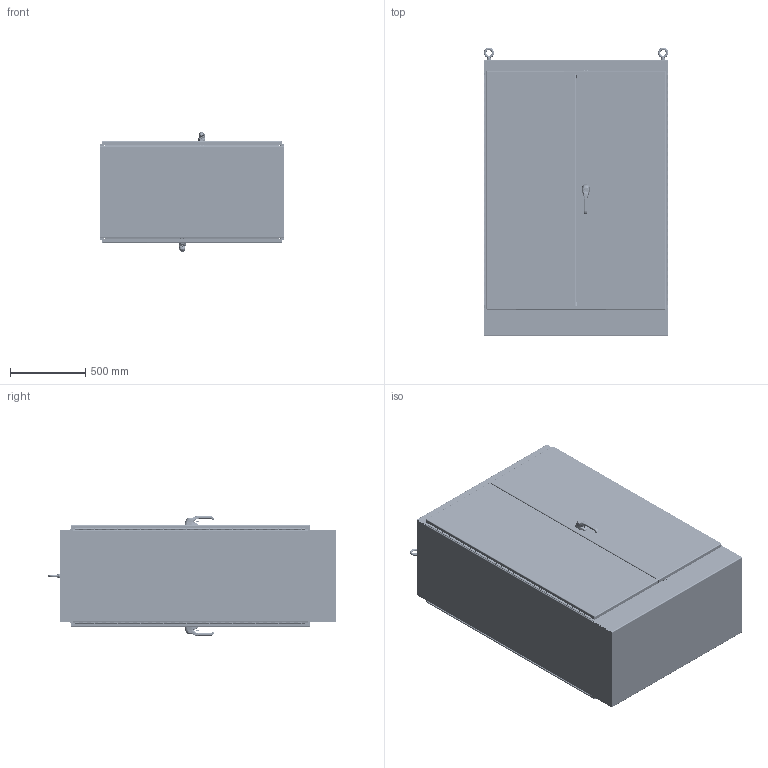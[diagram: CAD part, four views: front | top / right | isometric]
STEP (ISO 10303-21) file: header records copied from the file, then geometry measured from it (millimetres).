
FILE_DESCRIPTION(/* description */ ('ENCL., NEMA 12, DUAL ACCESS, 2D, FS, CS, 72X48X24'),/* implementation_level */ '2;1');
FILE_NAME(/* name */ 'WA724824FSDAD.stp',/* time_stamp */ '2020-12-03T08:50:43-06:00',/* author */ ('KA'),/* organization */ (''),/* preprocessor_version */ 'ST-DEVELOPER v18.1',/* originating_system */ 'Autodesk Inventor 2020',/* authorisation */ '');
FILE_SCHEMA (('AUTOMOTIVE_DESIGN { 1 0 10303 214 3 1 1 }'));
Products named in the file (48): WA724824FSDAD; HFW3025; 316298; HSSN1300W60; HSSN1300W60_1; WA4824FSDADBTM; WA4824FSDADTOP; WA7224FSDADLRS; 3063; HSSN1300W60_2; WA7248FSDADSDR; WA7248FSDADLDR; WA7248FSDADFIP; WA72FSDADSTRIPGSKT; 35210-64; HFW352004; 32450; LARGE_DOOR_ROD_ASSM-37029; HFW31712; 1091-903_AF0; 1091-903_AF0_1; 1091-903_AF0_2; PLASTIC-ROLLER-CAM_AF0_ASM; PLASTIC-ROLLER-CAM_AF1; 7379-M6-8X25_AF0; LOCK-NUT_AF0; SUPPORT-ROLL_AF0; 1091-BR11_AF0; 37029; ANSI B18.6.3 - 3/8-16 UNC - 1.75; HFW3762; 31215; 3862; HSSN1300W60_3; HSSN1300W60T; HSSN1300W60L; HSSN1300W60P; FUN00103; 349132; 38846 ...
Assembly tree (101 placements, depth 5):
  WA724824FSDAD
    FUN00103  x8
    HFW3025  x2
    316298  x2
    HSSN1300W60
      HSSN1300W60T
      HSSN1300W60L
      HSSN1300W60P
    HSSN1300W60_1
      HSSN1300W60T
      HSSN1300W60L
      HSSN1300W60P
    WA4824FSDADBTM
    WA4824FSDADTOP
    WA7224FSDADLRS  x2
    3063  x2
    WA72FSDADSTRIPGSKT  x2
    WA7248FSDADFIP  x4
    38846  x12
    HFW352004  x4
    35210-64  x2
    WA7248FSDADLDR  x2
    WA7248FSDADSDR  x2
    LARGE_DOOR_ROD_ASSM-37029  x2
      HFW31712
        1091-903_AF0
          1091-903_AF0_1
          1091-903_AF0_2
        PLASTIC-ROLLER-CAM_AF0_ASM
          PLASTIC-ROLLER-CAM_AF1
          7379-M6-8X25_AF0
          LOCK-NUT_AF0
        SUPPORT-ROLL_AF0
        1091-BR11_AF0
      37029
      ANSI B18.6.3 - 3/8-16 UNC - 1.75
      HFW3762
      31215
      3862
    32450  x2
    HSSN1300W60_2
      HSSN1300W60T
      HSSN1300W60L
      HSSN1300W60P
    HSSN1300W60_3
      HSSN1300W60T
      HSSN1300W60L
      HSSN1300W60P
    349132  x2
    HFW312002  x4
      CP10184202R01_Standard
        CP10184202R01_Deep Recess
        CP10184202R03 MODIFY
      CP10184202R02
      CP10184202R04
        _22030_0932_Spring_Plunger__1_b_2
        _22030_0932_Spring_Plunger__1_a_4
Bounding box: 1222.45 x 1911.28 x 790.18 mm (x, y, z)
Volume: 28950312.4 mm3; surface area: 21699437.3 mm2
Topology: 118 solids, 3080 shells, 8338 faces, 27948 edges, 22786 vertices
Faces by surface type: plane 3622, cylinder 2610, bspline 1024, torus 578, sphere 256, cone 248
Full cylindrical faces by diameter (mm): 1.5 x4, 3.5 x4, 3.9 x2, 4.2 x4, 4.5 x4, 4.762 x4, 4.773 x4, 5 x10, 5.16 x40, 6 x6, 6.128 x4, 6.172 x4, 6.35 x28, 6.41 x4, 6.535 x32, 7.112 x6, 7.144 x4, 7.938 x4, 8 x2, 8.153 x4, 8.2 x2, 8.56 x12, 8.7 x4, 9.525 x28, 10 x4, 10.16 x8, 12 x8, 12.7 x4, 13 x2, 13.2 x2
Entity records: 202568 total; most frequent: CARTESIAN_POINT 103048, DIRECTION 18500, ORIENTED_EDGE 15112, EDGE_CURVE 10928, VERTEX_POINT 9429, AXIS2_PLACEMENT_3D 6558, LINE 5384, VECTOR 5384
